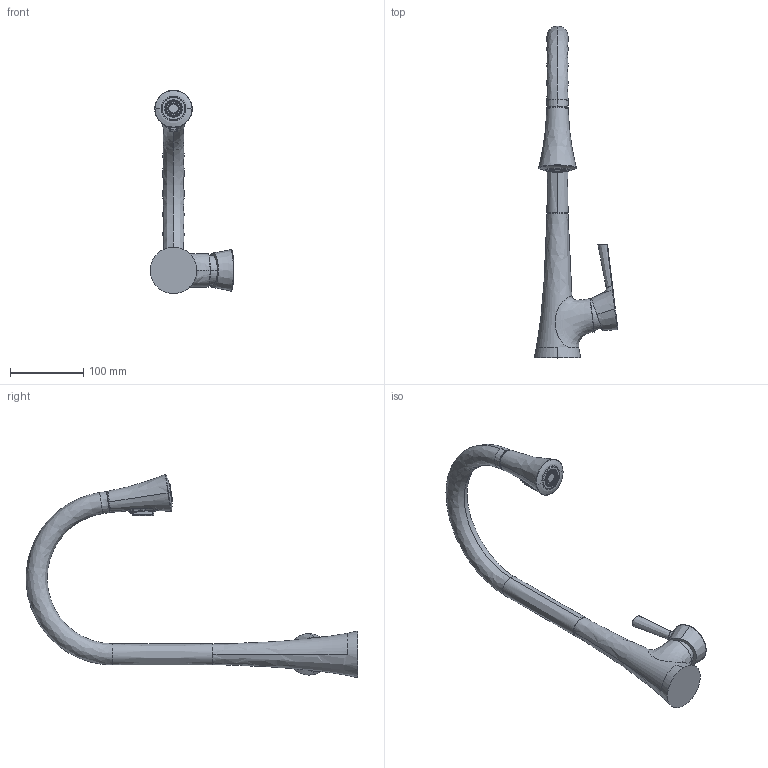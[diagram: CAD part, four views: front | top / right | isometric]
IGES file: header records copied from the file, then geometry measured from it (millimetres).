
Start section:  PTC IGES file: 2500-5123.igs
Global section: file name: 2500-5123.igs; native system: Creo Parametric by PTC Inc.; preprocessor: 2018400; author: jinson.thomas; organization: Unknown; date: 20210701.145355; units: inch
Bounding box: 113.9 x 451.85 x 276.93 mm (x, y, z)
Volume: 787752 mm3; surface area: 97862.2 mm2
Topology: 1 solids, 2 shells, 294 faces, 631 edges, 382 vertices
Faces by surface type: revolution 182, bspline 112
